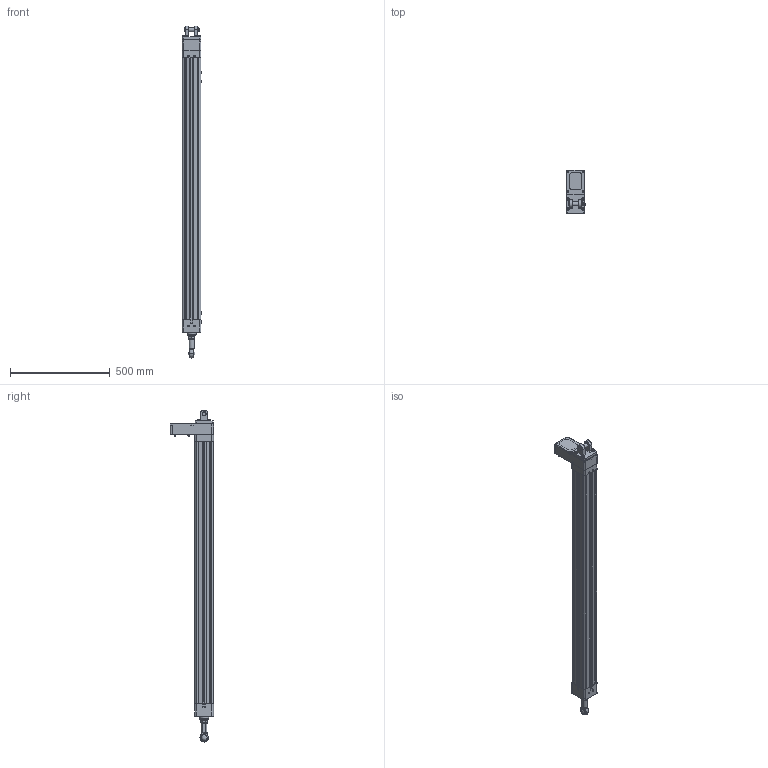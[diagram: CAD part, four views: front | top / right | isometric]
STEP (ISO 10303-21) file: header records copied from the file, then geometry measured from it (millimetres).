
FILE_DESCRIPTION (( 'STEP AP203' ), '1' );
FILE_NAME ('RS-486786-1.step', '2025-04-22T17:00:45', ( '' ), ( '' ), 'SwSTEP 2.0', 'SolidWorks 2024', '' );
FILE_SCHEMA (( 'CONFIG_CONTROL_DESIGN' ));
Length unit declared in the file: inch
Products named in the file (7): 11509028_RS-486786-1; tempJoin0_11509083_RS-486786-1; Base_RS-486786-1; tempJoin1_83169035_RS-486786-1; RS-486786-1; tempJoin0_11509135_RS-486786-1; 11249810_RS-486786-1
Assembly tree (7 placements, depth 2):
  RS-486786-1
    11249810_RS-486786-1  x2
    tempJoin0_11509135_RS-486786-1
    11509028_RS-486786-1
    tempJoin1_83169035_RS-486786-1
    tempJoin0_11509083_RS-486786-1
    Base_RS-486786-1
Bounding box: 98.39 x 216.15 x 1664.8 mm (x, y, z)
Volume: 8720096.3 mm3; surface area: 1353293.4 mm2
Topology: 18 solids, 30 shells, 1428 faces, 3496 edges, 2273 vertices
Faces by surface type: plane 849, cylinder 322, bspline 139, cone 103, torus 15
Full cylindrical faces by diameter (mm): 1 x4, 2.25 x4, 2.5 x8, 2.769 x1, 3.175 x1, 3.967 x1, 4.2 x4, 4.826 x1, 5 x8, 5.382 x4, 6 x4, 6.05 x4, 6.528 x8, 6.604 x2, 7.14 x4, 7.925 x1, 7.938 x8, 8 x4, 8.05 x4, 8.128 x4, 8.331 x1, 8.5 x4, 8.731 x2, 8.738 x6, 8.74 x4, 9.779 x4, 9.95 x4, 10 x4, 10.985 x4, 11.494 x4
Entity records: 37786 total; most frequent: CARTESIAN_POINT 9691, DIRECTION 5558, ORIENTED_EDGE 5264, EDGE_CURVE 2632, AXIS2_PLACEMENT_3D 2013, VERTEX_POINT 1827, EDGE_LOOP 1685, VECTOR 1532
